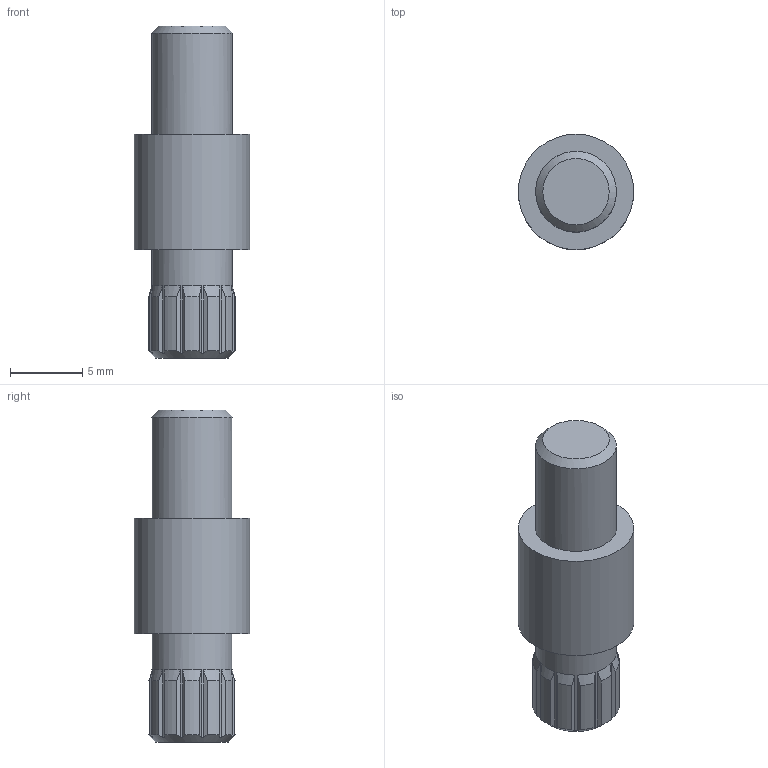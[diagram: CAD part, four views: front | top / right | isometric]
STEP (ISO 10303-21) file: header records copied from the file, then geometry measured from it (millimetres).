
FILE_DESCRIPTION (( 'STEP AP203' ), '1' );
FILE_NAME ('33-STIFT.step', '2023-09-27T12:54:29', ( '' ), ( '' ), 'SwSTEP 2.0', 'SolidWorks 2018', '' );
FILE_SCHEMA (( 'CONFIG_CONTROL_DESIGN' ));
Length unit declared in the file: millimetre
Products named in the file (3): 33-STIFT Teil1_33-STIFT Teil1; 33-STIFT Teil2_33-STIFT Teil2; 33-STIFT
Assembly tree (2 placements, depth 2):
  33-STIFT
    33-STIFT Teil1_33-STIFT Teil1
    33-STIFT Teil2_33-STIFT Teil2
Bounding box: 8 x 8 x 23 mm (x, y, z)
Volume: 780.4 mm3; surface area: 855.8 mm2
Topology: 2 solids, 2 shells, 263 faces, 719 edges, 479 vertices
Faces by surface type: plane 143, bspline 91, cylinder 15, cone 14
Full cylindrical faces by diameter (mm): 5.6 x2, 8 x1
Entity records: 12840 total; most frequent: CARTESIAN_POINT 6564, ORIENTED_EDGE 1424, DIRECTION 891, EDGE_CURVE 712, VERTEX_POINT 477, LINE 427, VECTOR 427, EDGE_LOOP 289
